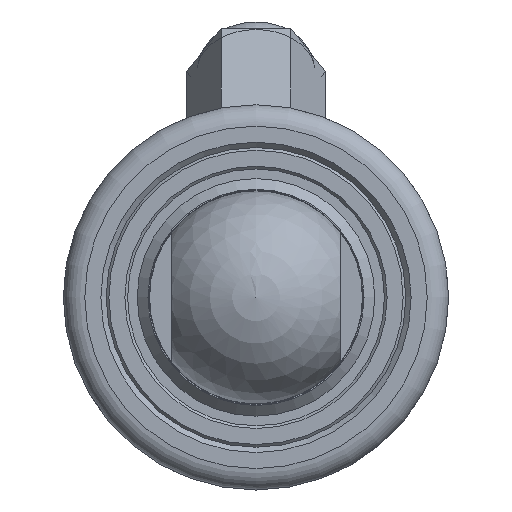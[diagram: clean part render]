
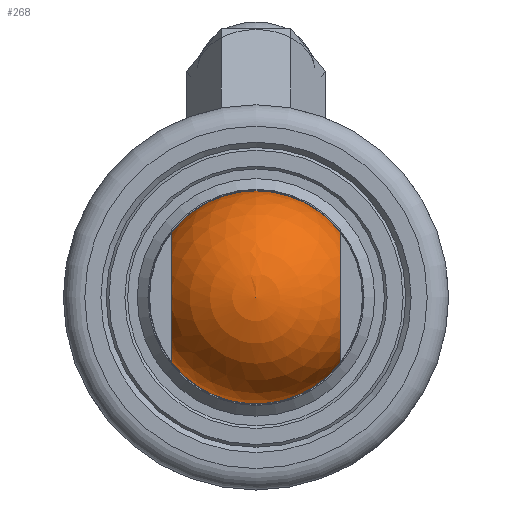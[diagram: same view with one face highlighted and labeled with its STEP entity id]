
A CAD part, left-side view. The second image highlights one B-rep face of the part: STEP entity #268.
In plain terms, the highlighted spherical face has radius 9.95 mm.
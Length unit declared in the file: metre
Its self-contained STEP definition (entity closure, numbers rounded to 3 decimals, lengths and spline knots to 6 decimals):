
#268 = ADVANCED_FACE( '', ( #495, #496 ), #497, .T. );
#495 = FACE_BOUND( '', #717, .T. );
#496 = FACE_OUTER_BOUND( '', #718, .T. );
#497 = SPHERICAL_SURFACE( '', #719, 0.00995 );
#717 = VERTEX_LOOP( '', #1058 );
#718 = EDGE_LOOP( '', ( #1059, #1060, #1061, #1062 ) );
#719 = AXIS2_PLACEMENT_3D( '', #1063, #1064, #1065 );
#1058 = VERTEX_POINT( '', #1339 );
#1059 = ORIENTED_EDGE( '', *, *, #1340, .F. );
#1060 = ORIENTED_EDGE( '', *, *, #1341, .T. );
#1061 = ORIENTED_EDGE( '', *, *, #1342, .F. );
#1062 = ORIENTED_EDGE( '', *, *, #1231, .T. );
#1063 = CARTESIAN_POINT( '', ( 0.01505, 0., 0. ) );
#1064 = DIRECTION( '', ( 1., 0., 0. ) );
#1065 = DIRECTION( '', ( 0., 0., -1. ) );
#1231 = EDGE_CURVE( '', #1384, #1388, #1390, .F. );
#1339 = CARTESIAN_POINT( '', ( 0.025, 0., 0. ) );
#1340 = EDGE_CURVE( '', #1554, #1388, #1555, .T. );
#1341 = EDGE_CURVE( '', #1554, #1556, #1557, .F. );
#1342 = EDGE_CURVE( '', #1384, #1556, #1558, .T. );
#1384 = VERTEX_POINT( '', #1608 );
#1388 = VERTEX_POINT( '', #1614 );
#1390 = CIRCLE( '', #1617, 0.006082 );
#1554 = VERTEX_POINT( '', #1953 );
#1555 = CIRCLE( '', #1954, 0.00995 );
#1556 = VERTEX_POINT( '', #1955 );
#1557 = CIRCLE( '', #1956, 0.006082 );
#1558 = CIRCLE( '', #1957, 0.00995 );
#1608 = CARTESIAN_POINT( '', ( 0.01505, -0.007875, 0.006082 ) );
#1614 = CARTESIAN_POINT( '', ( 0.01505, -0.007875, -0.006082 ) );
#1617 = AXIS2_PLACEMENT_3D( '', #2017, #2018, #2019 );
#1953 = CARTESIAN_POINT( '', ( 0.01505, 0.007875, -0.006082 ) );
#1954 = AXIS2_PLACEMENT_3D( '', #2165, #2166, #2167 );
#1955 = CARTESIAN_POINT( '', ( 0.01505, 0.007875, 0.006082 ) );
#1956 = AXIS2_PLACEMENT_3D( '', #2168, #2169, #2170 );
#1957 = AXIS2_PLACEMENT_3D( '', #2171, #2172, #2173 );
#2017 = CARTESIAN_POINT( '', ( 0.01505, -0.007875, 0. ) );
#2018 = DIRECTION( '', ( 0., -1., 0. ) );
#2019 = DIRECTION( '', ( 0., 0., -1. ) );
#2165 = CARTESIAN_POINT( '', ( 0.01505, 0., 0. ) );
#2166 = DIRECTION( '', ( -1., 0., 0. ) );
#2167 = DIRECTION( '', ( 0., 0., 1. ) );
#2168 = CARTESIAN_POINT( '', ( 0.01505, 0.007875, 0. ) );
#2169 = DIRECTION( '', ( 0., 1., 0. ) );
#2170 = DIRECTION( '', ( 0., 0., 1. ) );
#2171 = CARTESIAN_POINT( '', ( 0.01505, 0., 0. ) );
#2172 = DIRECTION( '', ( -1., 0., 0. ) );
#2173 = DIRECTION( '', ( 0., 0., 1. ) );
